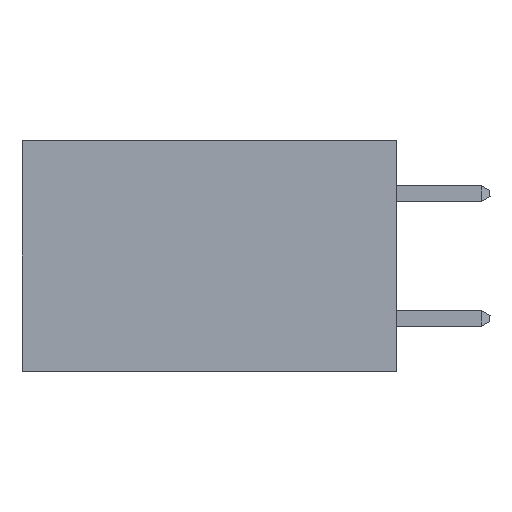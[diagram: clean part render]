
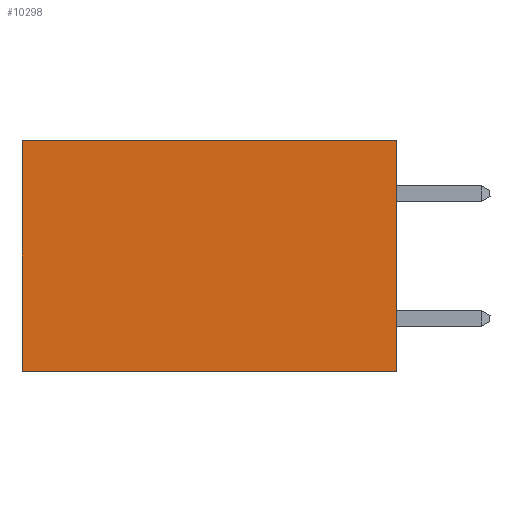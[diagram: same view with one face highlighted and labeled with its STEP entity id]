
A CAD part, left-side view. The second image highlights one B-rep face of the part: STEP entity #10298.
In plain terms, the highlighted planar face has unit normal (-1, 0, 0).
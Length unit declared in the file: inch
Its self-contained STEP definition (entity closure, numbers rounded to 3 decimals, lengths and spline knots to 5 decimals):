
#741 = VERTEX_POINT ( 'NONE', #10867 ) ;
#2616 = EDGE_CURVE ( 'NONE', #21783, #16149, #9744, .T. ) ;
#3434 = LINE ( 'NONE', #5211, #18359 ) ;
#3474 = EDGE_CURVE ( 'NONE', #16149, #741, #3434, .T. ) ;
#5211 = CARTESIAN_POINT ( 'NONE',  ( 0.298, 0., -0.37 ) ) ;
#6407 = EDGE_CURVE ( 'NONE', #21783, #20826, #16571, .T. ) ;
#6564 = CARTESIAN_POINT ( 'NONE',  ( 0.298, 0., -0.37 ) ) ;
#6631 = PLANE ( 'NONE',  #10785 ) ;
#7658 = CARTESIAN_POINT ( 'NONE',  ( 0.298, 0., 0. ) ) ;
#8441 = DIRECTION ( 'NONE',  ( 1., 0., 0. ) ) ;
#8457 = CARTESIAN_POINT ( 'NONE',  ( 0.298, 0.6, 0. ) ) ;
#9744 = LINE ( 'NONE', #16897, #21780 ) ;
#9849 = ORIENTED_EDGE ( 'NONE', *, *, #3474, .F. ) ;
#10120 = VECTOR ( 'NONE', #12510, 39.37008 ) ;
#10298 = ADVANCED_FACE ( 'NONE', ( #18851 ), #6631, .F. ) ;
#10785 = AXIS2_PLACEMENT_3D ( 'NONE', #19184, #8441, #20748 ) ;
#10867 = CARTESIAN_POINT ( 'NONE',  ( 0.298, 0.6, -0.37 ) ) ;
#10881 = CARTESIAN_POINT ( 'NONE',  ( 0.298, 0., 0. ) ) ;
#11029 = EDGE_CURVE ( 'NONE', #20826, #741, #15996, .T. ) ;
#12089 = ORIENTED_EDGE ( 'NONE', *, *, #11029, .T. ) ;
#12510 = DIRECTION ( 'NONE',  ( 0., 0., -1. ) ) ;
#15996 = LINE ( 'NONE', #19709, #10120 ) ;
#16149 = VERTEX_POINT ( 'NONE', #6564 ) ;
#16154 = DIRECTION ( 'NONE',  ( 0., 1., 0. ) ) ;
#16571 = LINE ( 'NONE', #7658, #17945 ) ;
#16897 = CARTESIAN_POINT ( 'NONE',  ( 0.298, 0., 0. ) ) ;
#17163 = ORIENTED_EDGE ( 'NONE', *, *, #6407, .T. ) ;
#17487 = ORIENTED_EDGE ( 'NONE', *, *, #2616, .F. ) ;
#17945 = VECTOR ( 'NONE', #18340, 39.37008 ) ;
#18340 = DIRECTION ( 'NONE',  ( 0., 1., 0. ) ) ;
#18359 = VECTOR ( 'NONE', #16154, 39.37008 ) ;
#18700 = DIRECTION ( 'NONE',  ( 0., 0., -1. ) ) ;
#18851 = FACE_OUTER_BOUND ( 'NONE', #19083, .T. ) ;
#19083 = EDGE_LOOP ( 'NONE', ( #12089, #9849, #17487, #17163 ) ) ;
#19184 = CARTESIAN_POINT ( 'NONE',  ( 0.298, 0., 0. ) ) ;
#19709 = CARTESIAN_POINT ( 'NONE',  ( 0.298, 0.6, 0. ) ) ;
#20748 = DIRECTION ( 'NONE',  ( 0., 0., -1. ) ) ;
#20826 = VERTEX_POINT ( 'NONE', #8457 ) ;
#21780 = VECTOR ( 'NONE', #18700, 39.37008 ) ;
#21783 = VERTEX_POINT ( 'NONE', #10881 ) ;
